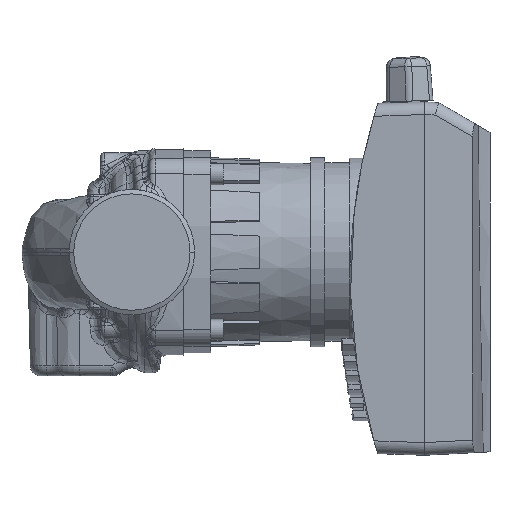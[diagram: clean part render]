
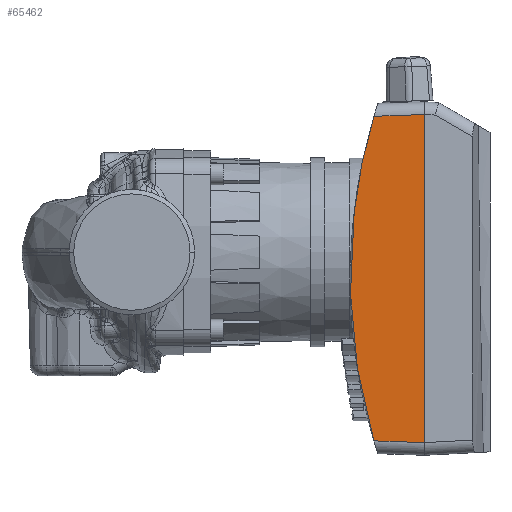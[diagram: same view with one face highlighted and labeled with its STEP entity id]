
A CAD part, front view. The second image highlights one B-rep face of the part: STEP entity #65462.
In plain terms, the highlighted planar face has unit normal (-0.035, -0.999, 0).
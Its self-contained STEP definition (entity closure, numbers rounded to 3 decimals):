
#571 = VERTEX_POINT ( 'NONE', #96943 ) ;
#5677 = EDGE_LOOP ( 'NONE', ( #96389, #96329, #96519, #96521 ) ) ;
#9363 = EDGE_CURVE ( 'NONE', #111721, #571, #105127, .T. ) ;
#9426 = EDGE_CURVE ( 'NONE', #111721, #111617, #37700, .T. ) ;
#9438 = EDGE_CURVE ( 'NONE', #101557, #571, #37716, .T. ) ;
#37475 = CARTESIAN_POINT ( 'NONE',  ( 89.814, -67.666, -89.17 ) ) ;
#37488 = CARTESIAN_POINT ( 'NONE',  ( 74.891, -67.145, -38.778 ) ) ;
#37490 = CARTESIAN_POINT ( 'NONE',  ( 74.891, -67.145, 13.778 ) ) ;
#37492 = CARTESIAN_POINT ( 'NONE',  ( 89.814, -67.666, 64.17 ) ) ;
#37700 = LINE ( 'NONE', #37701, #90751 ) ;
#37701 = CARTESIAN_POINT ( 'NONE',  ( 113.909, -68.507, -90.011 ) ) ;
#37702 = DIRECTION ( 'NONE',  ( 0.999, -0.035, -0.035 ) ) ;
#37716 = LINE ( 'NONE', #37737, #90699 ) ;
#37737 = CARTESIAN_POINT ( 'NONE',  ( 108.091, -68.304, 64.808 ) ) ;
#37738 = DIRECTION ( 'NONE',  ( -0.999, 0.035, -0.035 ) ) ;
#61738 = EDGE_CURVE ( 'NONE', #101557, #111617, #101068, .T. ) ;
#65462 = ADVANCED_FACE ( 'NONE', ( #107142 ), #107134, .T. ) ;
#77832 = VECTOR ( 'NONE', #101073, 1000. ) ;
#86044 = CARTESIAN_POINT ( 'NONE',  ( 113.7, -68.5, 65.004 ) ) ;
#90699 = VECTOR ( 'NONE', #37738, 1000. ) ;
#90751 = VECTOR ( 'NONE', #37702, 1000. ) ;
#96329 = ORIENTED_EDGE ( 'NONE', *, *, #9438, .T. ) ;
#96389 = ORIENTED_EDGE ( 'NONE', *, *, #61738, .F. ) ;
#96519 = ORIENTED_EDGE ( 'NONE', *, *, #9363, .F. ) ;
#96521 = ORIENTED_EDGE ( 'NONE', *, *, #9426, .T. ) ;
#96943 = CARTESIAN_POINT ( 'NONE',  ( 89.814, -67.666, 64.17 ) ) ;
#100369 = CARTESIAN_POINT ( 'NONE',  ( 113.7, -68.5, -90.004 ) ) ;
#100421 = CARTESIAN_POINT ( 'NONE',  ( 89.814, -67.666, -89.17 ) ) ;
#101068 = LINE ( 'NONE', #101071, #77832 ) ;
#101071 = CARTESIAN_POINT ( 'NONE',  ( 113.7, -68.5, -96. ) ) ;
#101073 = DIRECTION ( 'NONE',  ( 0., 0., -1. ) ) ;
#101557 = VERTEX_POINT ( 'NONE', #86044 ) ;
#105127 =( BOUNDED_CURVE ( )  B_SPLINE_CURVE ( 3, ( #37475, #37488, #37490, #37492 ),
 .UNSPECIFIED., .F., .T. ) 
 B_SPLINE_CURVE_WITH_KNOTS ( ( 4, 4 ),
 ( 2.854, 3.43 ),
 .UNSPECIFIED. ) 
 CURVE ( )  GEOMETRIC_REPRESENTATION_ITEM ( )  RATIONAL_B_SPLINE_CURVE ( ( 1., 0.973, 0.973, 1. ) ) 
 REPRESENTATION_ITEM ( '' )  );
#105431 = AXIS2_PLACEMENT_3D ( 'NONE', #107155, #107156, #107157 ) ;
#107134 = PLANE ( 'NONE',  #105431 ) ;
#107142 = FACE_OUTER_BOUND ( 'NONE', #5677, .T. ) ;
#107155 = CARTESIAN_POINT ( 'NONE',  ( 113.7, -68.5, -96. ) ) ;
#107156 = DIRECTION ( 'NONE',  ( -0.035, -0.999, 0. ) ) ;
#107157 = DIRECTION ( 'NONE',  ( 0.999, -0.035, 0. ) ) ;
#111617 = VERTEX_POINT ( 'NONE', #100369 ) ;
#111721 = VERTEX_POINT ( 'NONE', #100421 ) ;
